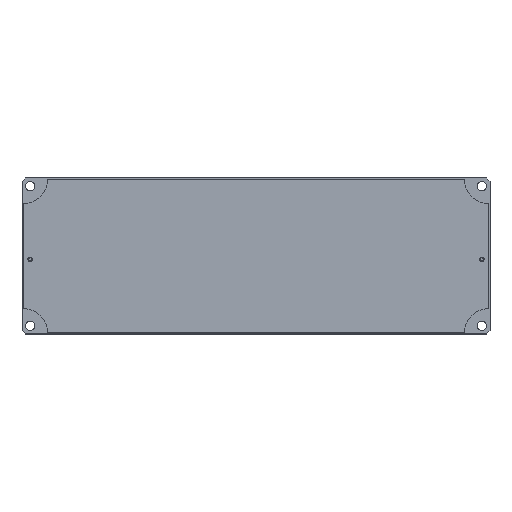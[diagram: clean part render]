
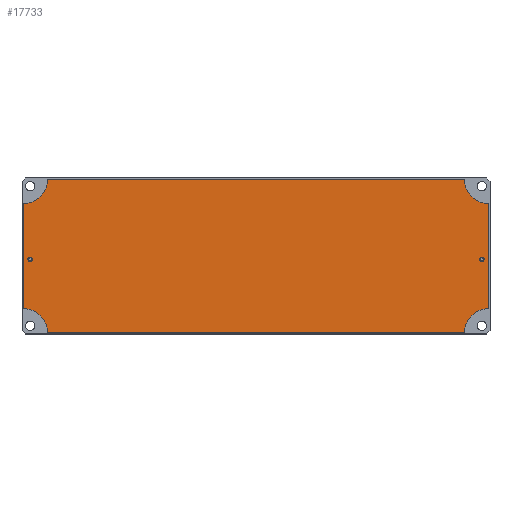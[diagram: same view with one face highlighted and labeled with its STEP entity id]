
A CAD part, top view. The second image highlights one B-rep face of the part: STEP entity #17733.
In plain terms, the highlighted planar face has unit normal (0, 0, 1).
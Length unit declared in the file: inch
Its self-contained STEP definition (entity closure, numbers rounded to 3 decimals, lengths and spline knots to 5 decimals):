
#745 = EDGE_CURVE ( 'NONE', #12329, #20036, #10432, .T. ) ;
#765 = DIRECTION ( 'NONE',  ( 0., -1., 0. ) ) ;
#906 = CIRCLE ( 'NONE', #6987, 0.0335 ) ;
#991 = LINE ( 'NONE', #15058, #17613 ) ;
#1650 = PLANE ( 'NONE',  #7685 ) ;
#1657 = ORIENTED_EDGE ( 'NONE', *, *, #3271, .F. ) ;
#2243 = AXIS2_PLACEMENT_3D ( 'NONE', #18298, #18143, #7165 ) ;
#2264 = DIRECTION ( 'NONE',  ( 0., 0., 1. ) ) ;
#2356 = CARTESIAN_POINT ( 'NONE',  ( 3.425, 0.773, 0.005 ) ) ;
#2360 = DIRECTION ( 'NONE',  ( 0., -1., 0. ) ) ;
#2410 = DIRECTION ( 'NONE',  ( 0., -1., 0. ) ) ;
#2761 = DIRECTION ( 'NONE',  ( 0., -1., 0. ) ) ;
#2790 = CARTESIAN_POINT ( 'NONE',  ( 3.33, -0.0835, 0.005 ) ) ;
#3271 = EDGE_CURVE ( 'NONE', #17643, #4548, #11674, .T. ) ;
#3412 = EDGE_LOOP ( 'NONE', ( #21529, #19403, #11523, #3897, #8518, #11329, #8355, #13348 ) ) ;
#3897 = ORIENTED_EDGE ( 'NONE', *, *, #745, .T. ) ;
#4017 = CARTESIAN_POINT ( 'NONE',  ( 3.425, 1.123, 0.005 ) ) ;
#4548 = VERTEX_POINT ( 'NONE', #10111 ) ;
#4570 = ORIENTED_EDGE ( 'NONE', *, *, #20546, .F. ) ;
#5067 = DIRECTION ( 'NONE',  ( 0., 0., 1. ) ) ;
#5498 = VERTEX_POINT ( 'NONE', #13947 ) ;
#5886 = CIRCLE ( 'NONE', #10628, 0.0335 ) ;
#6026 = DIRECTION ( 'NONE',  ( 0., 0., 1. ) ) ;
#6214 = CARTESIAN_POINT ( 'NONE',  ( 3.33, -0.05, 0.005 ) ) ;
#6300 = EDGE_CURVE ( 'NONE', #4548, #17643, #17039, .T. ) ;
#6462 = CARTESIAN_POINT ( 'NONE',  ( -3.33, -0.05, 0.005 ) ) ;
#6568 = DIRECTION ( 'NONE',  ( 0., 1., 0. ) ) ;
#6987 = AXIS2_PLACEMENT_3D ( 'NONE', #22979, #18991, #765 ) ;
#7011 = AXIS2_PLACEMENT_3D ( 'NONE', #13266, #2264, #2410 ) ;
#7165 = DIRECTION ( 'NONE',  ( 0., -1., 0. ) ) ;
#7217 = VERTEX_POINT ( 'NONE', #11167 ) ;
#7371 = DIRECTION ( 'NONE',  ( 1., 0., 0. ) ) ;
#7391 = VERTEX_POINT ( 'NONE', #2790 ) ;
#7516 = DIRECTION ( 'NONE',  ( 0., 0., 1. ) ) ;
#7685 = AXIS2_PLACEMENT_3D ( 'NONE', #12563, #5067, #19863 ) ;
#7941 = CIRCLE ( 'NONE', #11086, 0.35 ) ;
#8075 = DIRECTION ( 'NONE',  ( 0., -1., 0. ) ) ;
#8355 = ORIENTED_EDGE ( 'NONE', *, *, #17812, .F. ) ;
#8518 = ORIENTED_EDGE ( 'NONE', *, *, #14678, .F. ) ;
#8560 = LINE ( 'NONE', #17757, #12009 ) ;
#9016 = CARTESIAN_POINT ( 'NONE',  ( 3.075, 1.123, 0.005 ) ) ;
#9673 = FACE_BOUND ( 'NONE', #17725, .T. ) ;
#9980 = CARTESIAN_POINT ( 'NONE',  ( 3.075, -1.127, 0.005 ) ) ;
#9989 = EDGE_CURVE ( 'NONE', #16540, #19918, #8560, .T. ) ;
#10070 = CIRCLE ( 'NONE', #2243, 0.35 ) ;
#10111 = CARTESIAN_POINT ( 'NONE',  ( -3.33, -0.0165, 0.005 ) ) ;
#10432 = LINE ( 'NONE', #14484, #17320 ) ;
#10459 = CARTESIAN_POINT ( 'NONE',  ( -3.33, -0.0835, 0.005 ) ) ;
#10628 = AXIS2_PLACEMENT_3D ( 'NONE', #6214, #19020, #8075 ) ;
#10633 = CARTESIAN_POINT ( 'NONE',  ( -3.425, -1.127, 0.005 ) ) ;
#11086 = AXIS2_PLACEMENT_3D ( 'NONE', #10633, #18000, #12666 ) ;
#11167 = CARTESIAN_POINT ( 'NONE',  ( -3.425, 0.773, 0.005 ) ) ;
#11309 = EDGE_CURVE ( 'NONE', #5498, #22424, #13662, .T. ) ;
#11329 = ORIENTED_EDGE ( 'NONE', *, *, #11309, .T. ) ;
#11401 = CARTESIAN_POINT ( 'NONE',  ( 3.33, -0.0165, 0.005 ) ) ;
#11523 = ORIENTED_EDGE ( 'NONE', *, *, #19761, .F. ) ;
#11674 = CIRCLE ( 'NONE', #17415, 0.0335 ) ;
#11789 = EDGE_CURVE ( 'NONE', #7391, #21509, #5886, .T. ) ;
#12009 = VECTOR ( 'NONE', #17683, 39.37008 ) ;
#12329 = VERTEX_POINT ( 'NONE', #16000 ) ;
#12563 = CARTESIAN_POINT ( 'NONE',  ( 0., -0.002, 0.005 ) ) ;
#12666 = DIRECTION ( 'NONE',  ( 0., 1., 0. ) ) ;
#12715 = EDGE_CURVE ( 'NONE', #7217, #15569, #991, .T. ) ;
#12857 = FACE_OUTER_BOUND ( 'NONE', #3412, .T. ) ;
#13266 = CARTESIAN_POINT ( 'NONE',  ( -3.425, 1.123, 0.005 ) ) ;
#13348 = ORIENTED_EDGE ( 'NONE', *, *, #9989, .T. ) ;
#13662 = LINE ( 'NONE', #22958, #15958 ) ;
#13882 = EDGE_LOOP ( 'NONE', ( #1657, #21781 ) ) ;
#13947 = CARTESIAN_POINT ( 'NONE',  ( 3.425, -0.777, 0.005 ) ) ;
#14319 = CARTESIAN_POINT ( 'NONE',  ( -3.425, -0.777, 0.005 ) ) ;
#14484 = CARTESIAN_POINT ( 'NONE',  ( 3.425, -1.127, 0.005 ) ) ;
#14678 = EDGE_CURVE ( 'NONE', #5498, #20036, #10070, .T. ) ;
#15058 = CARTESIAN_POINT ( 'NONE',  ( -3.425, -1.127, 0.005 ) ) ;
#15349 = DIRECTION ( 'NONE',  ( 0., -1., 0. ) ) ;
#15538 = DIRECTION ( 'NONE',  ( 0., 0., 1. ) ) ;
#15569 = VERTEX_POINT ( 'NONE', #14319 ) ;
#15871 = EDGE_CURVE ( 'NONE', #7217, #19918, #19751, .T. ) ;
#15958 = VECTOR ( 'NONE', #6568, 39.37008 ) ;
#16000 = CARTESIAN_POINT ( 'NONE',  ( -3.075, -1.127, 0.005 ) ) ;
#16540 = VERTEX_POINT ( 'NONE', #9016 ) ;
#16757 = AXIS2_PLACEMENT_3D ( 'NONE', #4017, #6026, #15349 ) ;
#17039 = CIRCLE ( 'NONE', #17573, 0.0335 ) ;
#17320 = VECTOR ( 'NONE', #7371, 39.37008 ) ;
#17415 = AXIS2_PLACEMENT_3D ( 'NONE', #18479, #7516, #20276 ) ;
#17573 = AXIS2_PLACEMENT_3D ( 'NONE', #6462, #15538, #2761 ) ;
#17613 = VECTOR ( 'NONE', #2360, 39.37008 ) ;
#17643 = VERTEX_POINT ( 'NONE', #10459 ) ;
#17683 = DIRECTION ( 'NONE',  ( -1., 0., 0. ) ) ;
#17725 = EDGE_LOOP ( 'NONE', ( #22081, #4570 ) ) ;
#17733 = ADVANCED_FACE ( 'NONE', ( #9673, #21394, #12857 ), #1650, .T. ) ;
#17757 = CARTESIAN_POINT ( 'NONE',  ( 3.425, 1.123, 0.005 ) ) ;
#17812 = EDGE_CURVE ( 'NONE', #16540, #22424, #23699, .T. ) ;
#18000 = DIRECTION ( 'NONE',  ( 0., 0., 1. ) ) ;
#18143 = DIRECTION ( 'NONE',  ( 0., 0., 1. ) ) ;
#18298 = CARTESIAN_POINT ( 'NONE',  ( 3.425, -1.127, 0.005 ) ) ;
#18479 = CARTESIAN_POINT ( 'NONE',  ( -3.33, -0.05, 0.005 ) ) ;
#18991 = DIRECTION ( 'NONE',  ( 0., 0., 1. ) ) ;
#19020 = DIRECTION ( 'NONE',  ( 0., 0., 1. ) ) ;
#19403 = ORIENTED_EDGE ( 'NONE', *, *, #12715, .T. ) ;
#19751 = CIRCLE ( 'NONE', #7011, 0.35 ) ;
#19761 = EDGE_CURVE ( 'NONE', #12329, #15569, #7941, .T. ) ;
#19863 = DIRECTION ( 'NONE',  ( 0., -1., 0. ) ) ;
#19918 = VERTEX_POINT ( 'NONE', #22307 ) ;
#20036 = VERTEX_POINT ( 'NONE', #9980 ) ;
#20276 = DIRECTION ( 'NONE',  ( 0., -1., 0. ) ) ;
#20546 = EDGE_CURVE ( 'NONE', #21509, #7391, #906, .T. ) ;
#21394 = FACE_BOUND ( 'NONE', #13882, .T. ) ;
#21509 = VERTEX_POINT ( 'NONE', #11401 ) ;
#21529 = ORIENTED_EDGE ( 'NONE', *, *, #15871, .F. ) ;
#21781 = ORIENTED_EDGE ( 'NONE', *, *, #6300, .F. ) ;
#22081 = ORIENTED_EDGE ( 'NONE', *, *, #11789, .F. ) ;
#22307 = CARTESIAN_POINT ( 'NONE',  ( -3.075, 1.123, 0.005 ) ) ;
#22424 = VERTEX_POINT ( 'NONE', #2356 ) ;
#22958 = CARTESIAN_POINT ( 'NONE',  ( 3.425, -1.127, 0.005 ) ) ;
#22979 = CARTESIAN_POINT ( 'NONE',  ( 3.33, -0.05, 0.005 ) ) ;
#23699 = CIRCLE ( 'NONE', #16757, 0.35 ) ;
